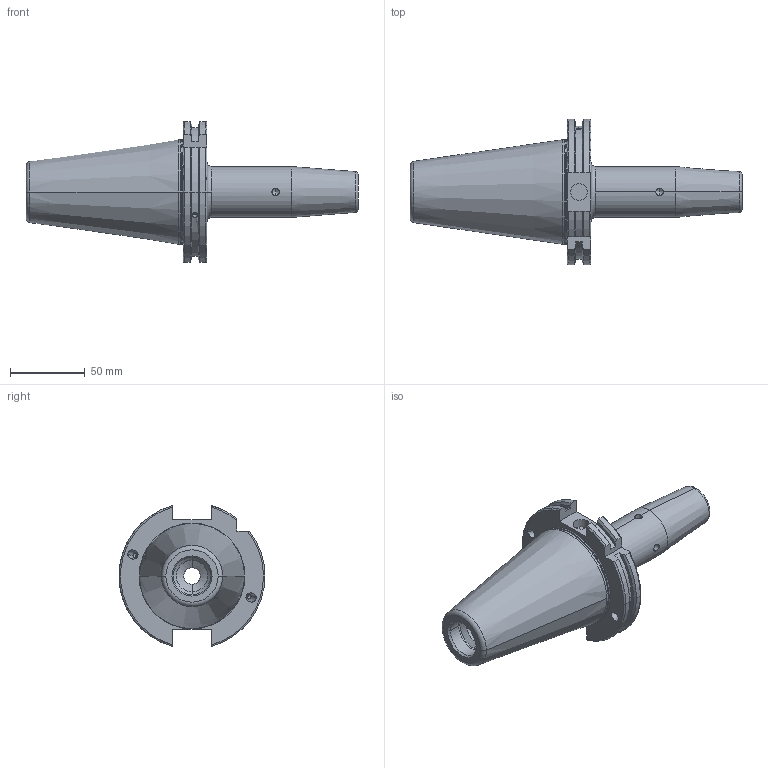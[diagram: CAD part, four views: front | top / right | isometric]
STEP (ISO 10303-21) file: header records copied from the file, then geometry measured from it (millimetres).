
FILE_DESCRIPTION (( 'STEP AP214' ), '1' );
FILE_NAME ('91506-SR216120.STEP', '2020-11-10T10:54:50', ( '' ), ( '' ), 'SwSTEP 2.0', 'SolidWorks 2018', '' );
FILE_SCHEMA (( 'AUTOMOTIVE_DESIGN' ));
Length unit declared in the file: millimetre
Products named in the file (1): 91506-SR216120
Bounding box: 221.75 x 97.5 x 94.05 mm (x, y, z)
Volume: 400393.4 mm3; surface area: 58108.2 mm2
Topology: 1 solids, 1 shells, 126 faces, 329 edges, 203 vertices
Faces by surface type: cylinder 53, cone 28, plane 25, torus 20
Entity records: 5005 total; most frequent: CARTESIAN_POINT 1437, ORIENTED_EDGE 642, DIRECTION 640, EDGE_CURVE 321, AXIS2_PLACEMENT_3D 258, VERTEX_POINT 203, EDGE_LOOP 142, CIRCLE 131
